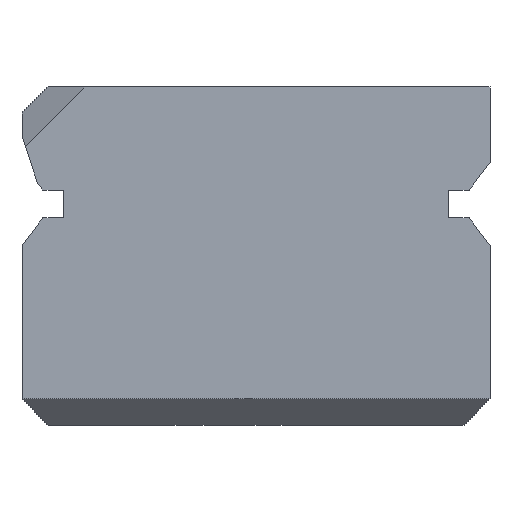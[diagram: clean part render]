
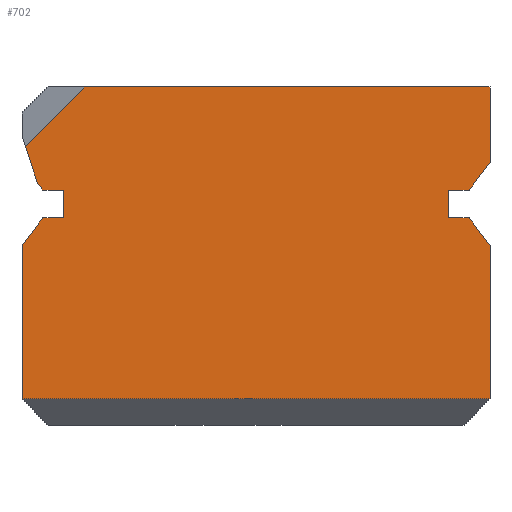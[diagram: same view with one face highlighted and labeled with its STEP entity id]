
A CAD part, front view. The second image highlights one B-rep face of the part: STEP entity #702.
In plain terms, the highlighted planar face has unit normal (0, -1, 0).
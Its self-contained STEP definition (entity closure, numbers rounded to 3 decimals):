
#183 = VERTEX_POINT('',#184);
#184 = CARTESIAN_POINT('',(-3.293,-95.,6.5));
#190 = EDGE_CURVE('',#183,#191,#193,.T.);
#191 = VERTEX_POINT('',#192);
#192 = CARTESIAN_POINT('',(4.5,-95.,6.5));
#193 = LINE('',#194,#195);
#194 = CARTESIAN_POINT('',(-4.5,-95.,6.5));
#195 = VECTOR('',#196,1.);
#196 = DIRECTION('',(1.,0.,0.));
#300 = EDGE_CURVE('',#191,#301,#303,.T.);
#301 = VERTEX_POINT('',#302);
#302 = CARTESIAN_POINT('',(4.5,-95.,5.05));
#303 = LINE('',#304,#305);
#304 = CARTESIAN_POINT('',(4.5,-95.,6.5));
#305 = VECTOR('',#306,1.);
#306 = DIRECTION('',(0.,0.,-1.));
#325 = VERTEX_POINT('',#326);
#326 = CARTESIAN_POINT('',(-4.2,-95.,4.65));
#332 = EDGE_CURVE('',#325,#333,#335,.T.);
#333 = VERTEX_POINT('',#334);
#334 = CARTESIAN_POINT('',(-4.436,-95.,5.357));
#335 = LINE('',#336,#337);
#336 = CARTESIAN_POINT('',(-3.865,-95.,3.644));
#337 = VECTOR('',#338,1.);
#338 = DIRECTION('',(-0.316,0.,0.949)
  );
#364 = EDGE_CURVE('',#301,#365,#367,.T.);
#365 = VERTEX_POINT('',#366);
#366 = CARTESIAN_POINT('',(4.1,-95.,4.517));
#367 = LINE('',#368,#369);
#368 = CARTESIAN_POINT('',(4.5,-95.,5.05));
#369 = VECTOR('',#370,1.);
#370 = DIRECTION('',(-0.6,0.,-0.8));
#389 = EDGE_CURVE('',#325,#390,#392,.T.);
#390 = VERTEX_POINT('',#391);
#391 = CARTESIAN_POINT('',(-4.1,-95.,4.517));
#392 = LINE('',#393,#394);
#393 = CARTESIAN_POINT('',(-4.5,-95.,5.05));
#394 = VECTOR('',#395,1.);
#395 = DIRECTION('',(0.6,0.,-0.8));
#412 = VERTEX_POINT('',#413);
#413 = CARTESIAN_POINT('',(3.7,-95.,4.517));
#419 = EDGE_CURVE('',#412,#365,#420,.T.);
#420 = LINE('',#421,#422);
#421 = CARTESIAN_POINT('',(3.7,-95.,4.517));
#422 = VECTOR('',#423,1.);
#423 = DIRECTION('',(1.,0.,0.));
#436 = EDGE_CURVE('',#390,#437,#439,.T.);
#437 = VERTEX_POINT('',#438);
#438 = CARTESIAN_POINT('',(-3.7,-95.,4.517));
#439 = LINE('',#440,#441);
#440 = CARTESIAN_POINT('',(-4.1,-95.,4.517));
#441 = VECTOR('',#442,1.);
#442 = DIRECTION('',(1.,0.,0.));
#460 = VERTEX_POINT('',#461);
#461 = CARTESIAN_POINT('',(3.7,-95.,3.983));
#467 = EDGE_CURVE('',#460,#412,#468,.T.);
#468 = LINE('',#469,#470);
#469 = CARTESIAN_POINT('',(3.7,-95.,3.983));
#470 = VECTOR('',#471,1.);
#471 = DIRECTION('',(0.,0.,1.));
#484 = EDGE_CURVE('',#437,#485,#487,.T.);
#485 = VERTEX_POINT('',#486);
#486 = CARTESIAN_POINT('',(-3.7,-95.,3.983));
#487 = LINE('',#488,#489);
#488 = CARTESIAN_POINT('',(-3.7,-95.,4.517));
#489 = VECTOR('',#490,1.);
#490 = DIRECTION('',(0.,0.,-1.));
#508 = VERTEX_POINT('',#509);
#509 = CARTESIAN_POINT('',(4.1,-95.,3.983));
#515 = EDGE_CURVE('',#508,#460,#516,.T.);
#516 = LINE('',#517,#518);
#517 = CARTESIAN_POINT('',(4.1,-95.,3.983));
#518 = VECTOR('',#519,1.);
#519 = DIRECTION('',(-1.,0.,0.));
#532 = EDGE_CURVE('',#485,#533,#535,.T.);
#533 = VERTEX_POINT('',#534);
#534 = CARTESIAN_POINT('',(-4.1,-95.,3.983));
#535 = LINE('',#536,#537);
#536 = CARTESIAN_POINT('',(-3.7,-95.,3.983));
#537 = VECTOR('',#538,1.);
#538 = DIRECTION('',(-1.,0.,0.));
#556 = EDGE_CURVE('',#508,#557,#559,.T.);
#557 = VERTEX_POINT('',#558);
#558 = CARTESIAN_POINT('',(4.5,-95.,3.45));
#559 = LINE('',#560,#561);
#560 = CARTESIAN_POINT('',(4.1,-95.,3.983));
#561 = VECTOR('',#562,1.);
#562 = DIRECTION('',(0.6,0.,-0.8));
#580 = EDGE_CURVE('',#533,#581,#583,.T.);
#581 = VERTEX_POINT('',#582);
#582 = CARTESIAN_POINT('',(-4.5,-95.,3.45));
#583 = LINE('',#584,#585);
#584 = CARTESIAN_POINT('',(-4.1,-95.,3.983));
#585 = VECTOR('',#586,1.);
#586 = DIRECTION('',(-0.6,0.,-0.8));
#605 = EDGE_CURVE('',#557,#606,#608,.T.);
#606 = VERTEX_POINT('',#607);
#607 = CARTESIAN_POINT('',(4.5,-95.,0.5));
#608 = LINE('',#609,#610);
#609 = CARTESIAN_POINT('',(4.5,-95.,3.45));
#610 = VECTOR('',#611,1.);
#611 = DIRECTION('',(0.,0.,-1.));
#629 = VERTEX_POINT('',#630);
#630 = CARTESIAN_POINT('',(-4.5,-95.,0.5));
#636 = EDGE_CURVE('',#629,#581,#637,.T.);
#637 = LINE('',#638,#639);
#638 = CARTESIAN_POINT('',(-4.5,-95.,0.));
#639 = VECTOR('',#640,1.);
#640 = DIRECTION('',(0.,0.,1.));
#702 = ADVANCED_FACE('',(#703),#732,.F.);
#703 = FACE_BOUND('',#704,.F.);
#704 = EDGE_LOOP('',(#705,#706,#707,#708,#709,#710,#711,#712,#713,#719,
    #720,#721,#722,#723,#724,#725,#726));
#705 = ORIENTED_EDGE('',*,*,#190,.T.);
#706 = ORIENTED_EDGE('',*,*,#300,.T.);
#707 = ORIENTED_EDGE('',*,*,#364,.T.);
#708 = ORIENTED_EDGE('',*,*,#419,.F.);
#709 = ORIENTED_EDGE('',*,*,#467,.F.);
#710 = ORIENTED_EDGE('',*,*,#515,.F.);
#711 = ORIENTED_EDGE('',*,*,#556,.T.);
#712 = ORIENTED_EDGE('',*,*,#605,.T.);
#713 = ORIENTED_EDGE('',*,*,#714,.T.);
#714 = EDGE_CURVE('',#606,#629,#715,.T.);
#715 = LINE('',#716,#717);
#716 = CARTESIAN_POINT('',(4.,-95.,0.5));
#717 = VECTOR('',#718,1.);
#718 = DIRECTION('',(-1.,-0.,0.));
#719 = ORIENTED_EDGE('',*,*,#636,.T.);
#720 = ORIENTED_EDGE('',*,*,#580,.F.);
#721 = ORIENTED_EDGE('',*,*,#532,.F.);
#722 = ORIENTED_EDGE('',*,*,#484,.F.);
#723 = ORIENTED_EDGE('',*,*,#436,.F.);
#724 = ORIENTED_EDGE('',*,*,#389,.F.);
#725 = ORIENTED_EDGE('',*,*,#332,.T.);
#726 = ORIENTED_EDGE('',*,*,#727,.T.);
#727 = EDGE_CURVE('',#333,#183,#728,.T.);
#728 = LINE('',#729,#730);
#729 = CARTESIAN_POINT('',(-4.146,-95.,5.646));
#730 = VECTOR('',#731,1.);
#731 = DIRECTION('',(0.707,0.,0.707)
  );
#732 = PLANE('',#733);
#733 = AXIS2_PLACEMENT_3D('',#734,#735,#736);
#734 = CARTESIAN_POINT('',(0.,-95.,3.314));
#735 = DIRECTION('',(0.,1.,0.));
#736 = DIRECTION('',(0.,0.,1.));
